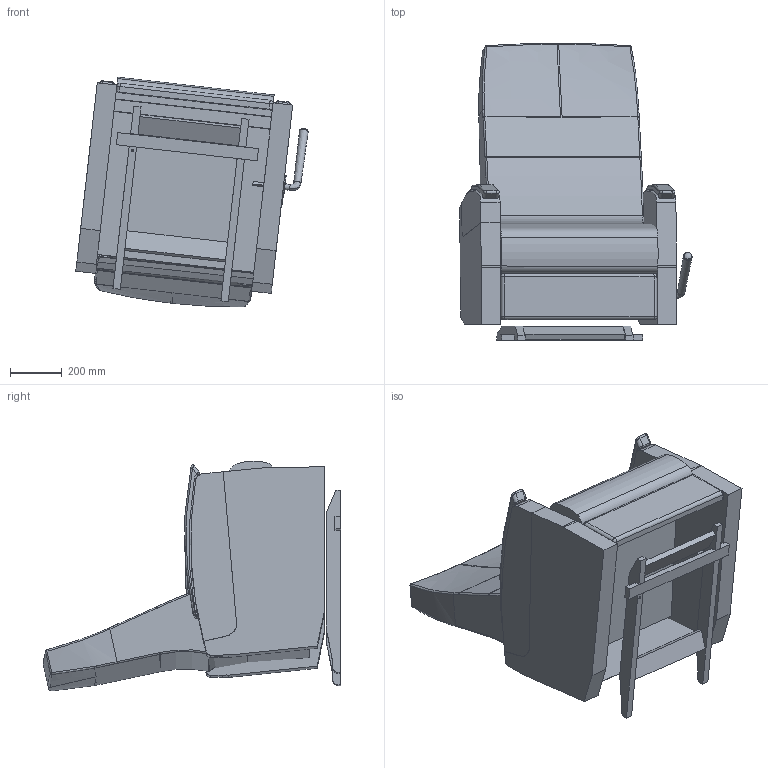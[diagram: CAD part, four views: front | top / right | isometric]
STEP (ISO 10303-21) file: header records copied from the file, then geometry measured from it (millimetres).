
FILE_DESCRIPTION(/* description */ (''),/* implementation_level */ '2;1');
FILE_NAME(/* name */ 'EC1125LU-W-J.stp',/* time_stamp */ '2019-05-28T11:06:49-04:00',/* author */ ('emehringer'),/* organization */ (''),/* preprocessor_version */ 'ST-DEVELOPER v16.13',/* originating_system */ 'Autodesk Inventor 2018',/* authorisation */ '');
FILE_SCHEMA (('AUTOMOTIVE_DESIGN { 1 0 10303 214 3 1 1 }'));
Length unit declared in the file: inch
Products named in the file (21): E1125LU-W-J; UKO E4025; USEAT E4025; EV7070 UBACK FLAP; BEZEL 3.5 BLK; HDL 3000-1 BLK; HDL 3000-1 BLK METAL; HDL 3000 BLKPLASTIC; RKR BTM 1025 (generic); 1025-34 CVBK (generic); 1025-33 CVBK (generic); 1025-35L CVBK (generic); 1025-35R CVBK1 (generic); 10X1-1/2" PH; 1025-35R CVBK (generic); MAC R1010; EV7070 UBACK; CABLE LEVER; 1025U UARML; 1025L UARMR; E1125 ACARM R
Assembly tree (22 placements, depth 4):
  E1125LU-W-J
    UKO E4025
    USEAT E4025
    EV7070 UBACK FLAP
    BEZEL 3.5 BLK
    HDL 3000-1 BLK
      HDL 3000-1 BLK METAL
      HDL 3000 BLKPLASTIC
    RKR BTM 1025 (generic)
      1025-34 CVBK (generic)  x2
      1025-33 CVBK (generic)
      1025-35L CVBK (generic)
        1025-35R CVBK1 (generic)
        10X1-1/2" PH
      1025-35R CVBK (generic)
    MAC R1010  x2
    EV7070 UBACK
    CABLE LEVER
    1025U UARML
    1025L UARMR
    E1125 ACARM R
Bounding box: 900.41 x 1152.06 x 890.02 mm (x, y, z)
Volume: 191860366.4 mm3; surface area: 5991540.5 mm2
Topology: 20 solids, 20 shells, 553 faces, 1308 edges, 791 vertices
Faces by surface type: plane 197, cylinder 188, bspline 64, torus 64, sphere 26, cone 14
Full cylindrical faces by diameter (mm): 4.826 x1, 5.953 x1, 7.938 x2, 9.525 x2, 11.112 x8, 22.9 x1, 53.975 x1, 59.531 x1, 88.9 x1
Entity records: 28811 total; most frequent: CARTESIAN_POINT 16585, DIRECTION 2534, ORIENTED_EDGE 2300, EDGE_CURVE 1150, AXIS2_PLACEMENT_3D 980, VERTEX_POINT 716, LINE 574, VECTOR 574
